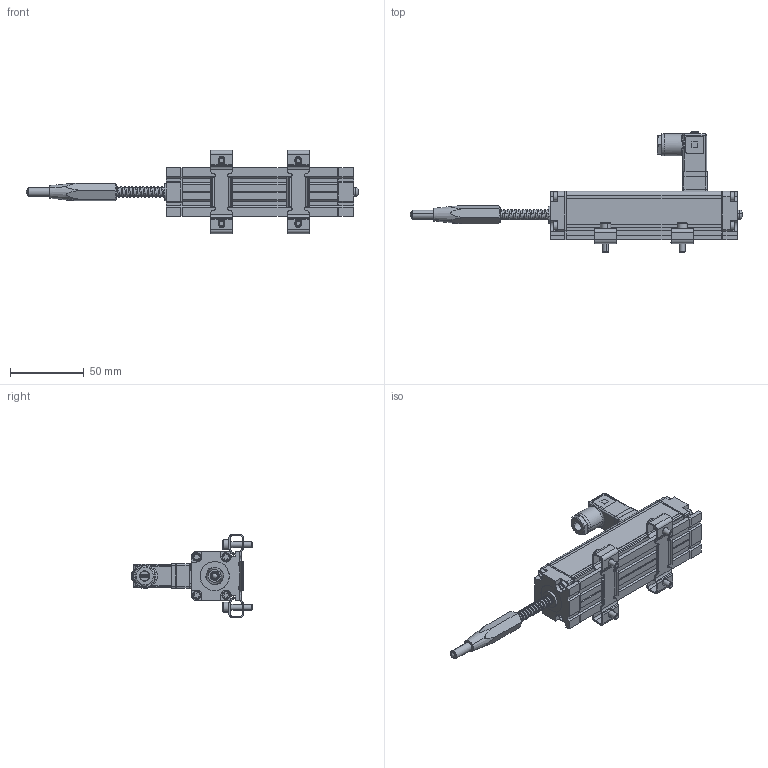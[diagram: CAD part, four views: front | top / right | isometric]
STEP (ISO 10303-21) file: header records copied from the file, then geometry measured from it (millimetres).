
FILE_DESCRIPTION (( 'STEP AP214' ), '1' );
FILE_NAME ('LSSR-33P-0030-A5-C2.STEP', '2025-01-02T16:53:12', ( '' ), ( '' ), 'SwSTEP 2.0', 'SolidWorks 2024', '' );
FILE_SCHEMA (( 'AUTOMOTIVE_DESIGN' ));
Length unit declared in the file: inch
Products named in the file (1): LSSR-33P-0030-A5-C2
Bounding box: 225.06 x 82 x 56.5 mm (x, y, z)
Volume: 149352.9 mm3; surface area: 61270.9 mm2
Topology: 34 solids, 34 shells, 1392 faces, 3642 edges, 2372 vertices
Faces by surface type: plane 671, cylinder 569, cone 112, bspline 38, torus 2
Entity records: 67272 total; most frequent: CARTESIAN_POINT 32501, ORIENTED_EDGE 7256, DIRECTION 7058, EDGE_CURVE 3628, AXIS2_PLACEMENT_3D 2470, VERTEX_POINT 2372, LINE 2118, VECTOR 2118
